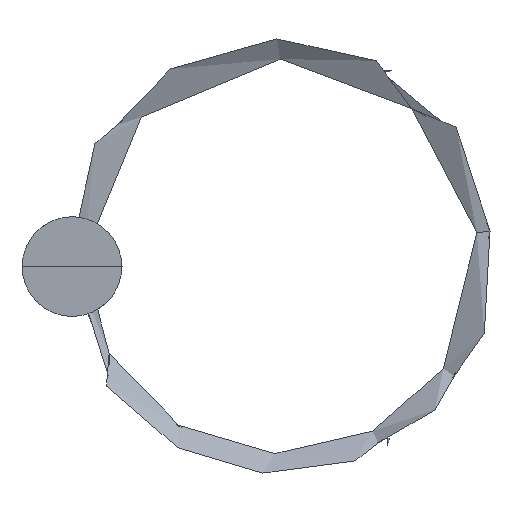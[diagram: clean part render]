
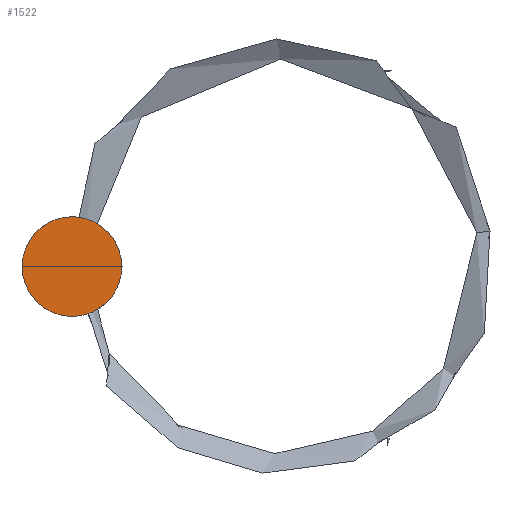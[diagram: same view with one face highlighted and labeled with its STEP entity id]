
A CAD part, top view. The second image highlights one B-rep face of the part: STEP entity #1522.
In plain terms, the highlighted planar face has unit normal (0, 0, 1).
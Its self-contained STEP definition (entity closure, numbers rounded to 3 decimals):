
#1522=ADVANCED_FACE('',(#2324),#13086,.T.);
#2324=FACE_OUTER_BOUND('',#3126,.T.);
#3126=EDGE_LOOP('',(#3971,#3972));
#3971=ORIENTED_EDGE('',*,*,#8219,.T.);
#3972=ORIENTED_EDGE('',*,*,#8226,.T.);
#8219=EDGE_CURVE('',#11334,#11338,#10356,.T.);
#8226=EDGE_CURVE('',#11338,#11334,#10363,.T.);
#10356=(
BOUNDED_CURVE()
B_SPLINE_CURVE(3,(#13913,#13914,#13915,#13916,#13917,#13918,#13919,#13920,
#13921,#13922,#13923,#13924,#13925,#13926,#13927,#13928,#13929,#13930,#13931,
#13932,#13933,#13934,#13935,#13936,#13937),.UNSPECIFIED.,.F.,.F.)
B_SPLINE_CURVE_WITH_KNOTS((4,3,3,3,3,3,3,3,4),(0.,38.638,80.502,
122.366,161.003,199.641,241.505,283.369,
322.006),.UNSPECIFIED.)
CURVE()
GEOMETRIC_REPRESENTATION_ITEM()
RATIONAL_B_SPLINE_CURVE((1.,1.,1.,1.,
1.,1.,1.,1.,1.,1.,
1.,1.,1.,1.,
1.,1.,1.,1.,
1.,1.,1.,1.,
1.,1.,1.))
REPRESENTATION_ITEM('')
);
#10363=(
BOUNDED_CURVE()
B_SPLINE_CURVE(3,(#13983,#13984,#13985,#13986,#13987,#13988,#13989,#13990,
#13991,#13992,#13993,#13994,#13995,#13996,#13997,#13998,#13999,#14000,#14001,
#14002,#14003,#14004,#14005,#14006,#14007),.UNSPECIFIED.,.F.,.F.)
B_SPLINE_CURVE_WITH_KNOTS((4,3,3,3,3,3,3,3,4),(322.006,360.644,
402.508,444.372,483.009,521.647,563.511,
605.375,644.013),.UNSPECIFIED.)
CURVE()
GEOMETRIC_REPRESENTATION_ITEM()
RATIONAL_B_SPLINE_CURVE((1.,1.,1.,1.,1.,1.,
1.,1.,1.,1.,1.,1.,1.,1.,1.,1.,1.,1.,1.,1.,1.,1.,1.,1.,1.))
REPRESENTATION_ITEM('')
);
#11334=VERTEX_POINT('',#13865);
#11338=VERTEX_POINT('',#13869);
#13086=PLANE('',#13304);
#13304=AXIS2_PLACEMENT_3D('',#13752,#13506,$);
#13506=DIRECTION('',(0.,0.,1.));
#13752=CARTESIAN_POINT('',(-559.278,-150.75,493.465));
#13865=CARTESIAN_POINT('',(-328.027,-22.,493.465));
#13869=CARTESIAN_POINT('',(-533.03,-22.,493.465));
#13913=CARTESIAN_POINT('',(-328.027,-22.,493.465));
#13914=CARTESIAN_POINT('',(-328.022,-9.122,493.465));
#13915=CARTESIAN_POINT('',(-330.479,3.757,493.465));
#13916=CARTESIAN_POINT('',(-335.221,15.731,493.465));
#13917=CARTESIAN_POINT('',(-340.358,28.705,493.465));
#13918=CARTESIAN_POINT('',(-348.179,40.616,493.465));
#13919=CARTESIAN_POINT('',(-358.045,50.482,493.465));
#13920=CARTESIAN_POINT('',(-367.912,60.348,493.465));
#13921=CARTESIAN_POINT('',(-379.823,68.17,493.465));
#13922=CARTESIAN_POINT('',(-392.797,73.307,493.465));
#13923=CARTESIAN_POINT('',(-404.77,78.048,493.465));
#13924=CARTESIAN_POINT('',(-417.649,80.503,493.465));
#13925=CARTESIAN_POINT('',(-430.527,80.503,493.465));
#13926=CARTESIAN_POINT('',(-443.406,80.503,493.465));
#13927=CARTESIAN_POINT('',(-456.285,78.048,493.465));
#13928=CARTESIAN_POINT('',(-468.259,73.307,493.465));
#13929=CARTESIAN_POINT('',(-481.232,68.17,493.465));
#13930=CARTESIAN_POINT('',(-493.143,60.348,493.465));
#13931=CARTESIAN_POINT('',(-503.009,50.482,493.465));
#13932=CARTESIAN_POINT('',(-512.876,40.616,493.465));
#13933=CARTESIAN_POINT('',(-520.698,28.705,493.465));
#13934=CARTESIAN_POINT('',(-525.835,15.731,493.465));
#13935=CARTESIAN_POINT('',(-530.576,3.757,493.465));
#13936=CARTESIAN_POINT('',(-533.03,-9.121,493.465));
#13937=CARTESIAN_POINT('',(-533.03,-22.,493.465));
#13983=CARTESIAN_POINT('',(-533.03,-22.,493.465));
#13984=CARTESIAN_POINT('',(-533.03,-34.879,493.465));
#13985=CARTESIAN_POINT('',(-530.576,-47.757,493.465));
#13986=CARTESIAN_POINT('',(-525.835,-59.731,493.465));
#13987=CARTESIAN_POINT('',(-520.698,-72.705,493.465));
#13988=CARTESIAN_POINT('',(-512.876,-84.616,493.465));
#13989=CARTESIAN_POINT('',(-503.009,-94.482,493.465));
#13990=CARTESIAN_POINT('',(-493.143,-104.349,493.465));
#13991=CARTESIAN_POINT('',(-481.232,-112.17,493.465));
#13992=CARTESIAN_POINT('',(-468.259,-117.307,493.465));
#13993=CARTESIAN_POINT('',(-456.285,-122.048,493.465));
#13994=CARTESIAN_POINT('',(-443.406,-124.503,493.465));
#13995=CARTESIAN_POINT('',(-430.527,-124.503,493.465));
#13996=CARTESIAN_POINT('',(-417.649,-124.503,493.465));
#13997=CARTESIAN_POINT('',(-404.77,-122.048,493.465));
#13998=CARTESIAN_POINT('',(-392.797,-117.307,493.465));
#13999=CARTESIAN_POINT('',(-379.823,-112.17,493.465));
#14000=CARTESIAN_POINT('',(-367.912,-104.348,493.465));
#14001=CARTESIAN_POINT('',(-358.045,-94.482,493.465));
#14002=CARTESIAN_POINT('',(-348.179,-84.616,493.465));
#14003=CARTESIAN_POINT('',(-340.358,-72.705,493.465));
#14004=CARTESIAN_POINT('',(-335.221,-59.731,493.465));
#14005=CARTESIAN_POINT('',(-330.479,-47.757,493.465));
#14006=CARTESIAN_POINT('',(-328.022,-34.878,493.465));
#14007=CARTESIAN_POINT('',(-328.027,-22.,493.465));
